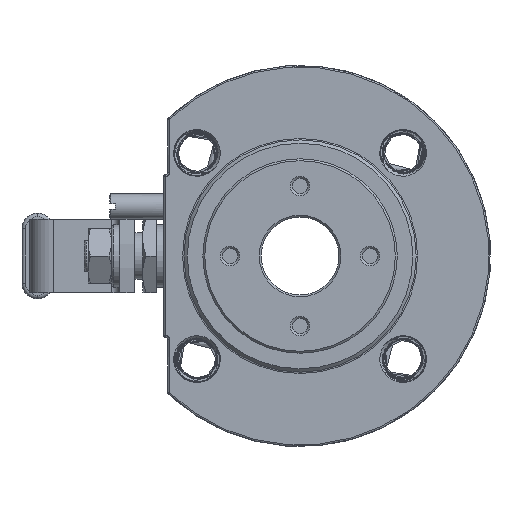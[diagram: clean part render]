
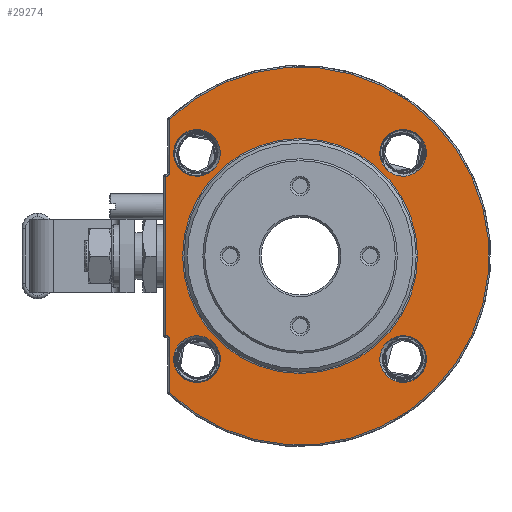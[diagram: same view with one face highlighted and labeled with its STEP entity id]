
A CAD part, left-side view. The second image highlights one B-rep face of the part: STEP entity #29274.
In plain terms, the highlighted planar face has unit normal (-1, 0, 0).
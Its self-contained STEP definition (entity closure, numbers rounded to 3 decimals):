
#5339 = AXIS2_PLACEMENT_3D ( 'NONE', #41129, #41131, #41133 ) ;
#12892 = DIRECTION ( 'NONE',  ( 0., 0., 1. ) ) ;
#12893 = DIRECTION ( 'NONE',  ( 1., 0., 0. ) ) ;
#12894 = CARTESIAN_POINT ( 'NONE',  ( -18., 26.517, 26.517 ) ) ;
#13160 = VERTEX_POINT ( 'NONE', #15872 ) ;
#15872 = CARTESIAN_POINT ( 'NONE',  ( -18., 0., 30.207 ) ) ;
#26780 = DIRECTION ( 'NONE',  ( 0., 0., 1. ) ) ;
#26788 = DIRECTION ( 'NONE',  ( -1., 0., 0. ) ) ;
#26854 = PLANE ( 'NONE',  #64047 ) ;
#26926 = CARTESIAN_POINT ( 'NONE',  ( -18., 49., 0. ) ) ;
#29274 = ADVANCED_FACE ( 'NONE', ( #67867, #67864, #67861, #67857, #67855, #67854 ), #26854, .T. ) ;
#33193 = CIRCLE ( 'NONE', #63748, 48.6 ) ;
#36321 = CIRCLE ( 'NONE', #5339, 6. ) ;
#38123 = EDGE_LOOP ( 'NONE', ( #52474, #53778, #52968, #52171, #52709, #53559 ) ) ;
#38124 = EDGE_LOOP ( 'NONE', ( #53478 ) ) ;
#38136 = EDGE_LOOP ( 'NONE', ( #39354 ) ) ;
#38141 = EDGE_LOOP ( 'NONE', ( #53711 ) ) ;
#38155 = EDGE_LOOP ( 'NONE', ( #53108 ) ) ;
#38160 = EDGE_LOOP ( 'NONE', ( #54287 ) ) ;
#38602 = VERTEX_POINT ( 'NONE', #44269 ) ;
#38603 = VERTEX_POINT ( 'NONE', #44270 ) ;
#38624 = VERTEX_POINT ( 'NONE', #44296 ) ;
#38666 = VERTEX_POINT ( 'NONE', #44349 ) ;
#38688 = VERTEX_POINT ( 'NONE', #44378 ) ;
#38690 = VERTEX_POINT ( 'NONE', #44380 ) ;
#38775 = VERTEX_POINT ( 'NONE', #44424 ) ;
#38792 = VERTEX_POINT ( 'NONE', #44447 ) ;
#38818 = VERTEX_POINT ( 'NONE', #44480 ) ;
#38841 = VERTEX_POINT ( 'NONE', #44509 ) ;
#39354 = ORIENTED_EDGE ( 'NONE', *, *, #60488, .T. ) ;
#39550 = AXIS2_PLACEMENT_3D ( 'NONE', #58228, #58229, #58230 ) ;
#39564 = AXIS2_PLACEMENT_3D ( 'NONE', #57924, #57925, #57926 ) ;
#41009 = CARTESIAN_POINT ( 'NONE',  ( -18., 33.5, 0. ) ) ;
#41011 = DIRECTION ( 'NONE',  ( 0., 0., -1. ) ) ;
#41125 = CARTESIAN_POINT ( 'NONE',  ( -18., 34.5, -21. ) ) ;
#41127 = DIRECTION ( 'NONE',  ( 0., 0., -1. ) ) ;
#41129 = CARTESIAN_POINT ( 'NONE',  ( -18., -26.517, -26.517 ) ) ;
#41131 = DIRECTION ( 'NONE',  ( 1., 0., 0. ) ) ;
#41133 = DIRECTION ( 'NONE',  ( 0., 0., 1. ) ) ;
#41658 = CARTESIAN_POINT ( 'NONE',  ( -18., 33.5, 0. ) ) ;
#41660 = DIRECTION ( 'NONE',  ( 0., 0., -1. ) ) ;
#41709 = CARTESIAN_POINT ( 'NONE',  ( -18., 0., 0. ) ) ;
#41710 = DIRECTION ( 'NONE',  ( -1., 0., 0. ) ) ;
#41711 = DIRECTION ( 'NONE',  ( 0., 0., 1. ) ) ;
#44269 = CARTESIAN_POINT ( 'NONE',  ( -18., 33.5, -35.21 ) ) ;
#44270 = CARTESIAN_POINT ( 'NONE',  ( -18., 33.5, 35.21 ) ) ;
#44296 = CARTESIAN_POINT ( 'NONE',  ( -18., 34.5, -20.5 ) ) ;
#44349 = CARTESIAN_POINT ( 'NONE',  ( -18., 33.5, 21.5 ) ) ;
#44378 = CARTESIAN_POINT ( 'NONE',  ( -18., 34.5, 20.5 ) ) ;
#44380 = CARTESIAN_POINT ( 'NONE',  ( -18., 33.5, -21.5 ) ) ;
#44424 = CARTESIAN_POINT ( 'NONE',  ( -18., 23.923, 21.106 ) ) ;
#44447 = CARTESIAN_POINT ( 'NONE',  ( -18., 21.106, -23.923 ) ) ;
#44480 = CARTESIAN_POINT ( 'NONE',  ( -18., -23.923, -21.106 ) ) ;
#44509 = CARTESIAN_POINT ( 'NONE',  ( -18., -21.106, 23.923 ) ) ;
#52171 = ORIENTED_EDGE ( 'NONE', *, *, #60533, .F. ) ;
#52474 = ORIENTED_EDGE ( 'NONE', *, *, #60261, .T. ) ;
#52709 = ORIENTED_EDGE ( 'NONE', *, *, #60807, .T. ) ;
#52968 = ORIENTED_EDGE ( 'NONE', *, *, #60220, .T. ) ;
#53108 = ORIENTED_EDGE ( 'NONE', *, *, #60237, .T. ) ;
#53478 = ORIENTED_EDGE ( 'NONE', *, *, #60445, .T. ) ;
#53559 = ORIENTED_EDGE ( 'NONE', *, *, #60277, .F. ) ;
#53711 = ORIENTED_EDGE ( 'NONE', *, *, #60607, .T. ) ;
#53778 = ORIENTED_EDGE ( 'NONE', *, *, #60924, .T. ) ;
#54287 = ORIENTED_EDGE ( 'NONE', *, *, #60528, .T. ) ;
#57410 = CARTESIAN_POINT ( 'NONE',  ( -18., 34.5, -21.5 ) ) ;
#57411 = DIRECTION ( 'NONE',  ( -1., 0., 0. ) ) ;
#57412 = DIRECTION ( 'NONE',  ( 0., 0., 1. ) ) ;
#57924 = CARTESIAN_POINT ( 'NONE',  ( -18., 26.517, -26.517 ) ) ;
#57925 = DIRECTION ( 'NONE',  ( 1., 0., 0. ) ) ;
#57926 = DIRECTION ( 'NONE',  ( 0., 0., 1. ) ) ;
#58228 = CARTESIAN_POINT ( 'NONE',  ( -18., -26.517, 26.517 ) ) ;
#58229 = DIRECTION ( 'NONE',  ( 1., 0., 0. ) ) ;
#58230 = DIRECTION ( 'NONE',  ( 0., 0., 1. ) ) ;
#59294 = CARTESIAN_POINT ( 'NONE',  ( -18., 0., 0. ) ) ;
#59296 = DIRECTION ( 'NONE',  ( 1., 0., 0. ) ) ;
#59298 = DIRECTION ( 'NONE',  ( 0., 0., 1. ) ) ;
#59340 = CARTESIAN_POINT ( 'NONE',  ( -18., 34.5, 21.5 ) ) ;
#59342 = DIRECTION ( 'NONE',  ( -1., 0., 0. ) ) ;
#59344 = DIRECTION ( 'NONE',  ( 0., 0., 1. ) ) ;
#60220 = EDGE_CURVE ( 'NONE', #38603, #38666, #64916, .T. ) ;
#60237 = EDGE_CURVE ( 'NONE', #38818, #38818, #36321, .T. ) ;
#60261 = EDGE_CURVE ( 'NONE', #38690, #38602, #67285, .T. ) ;
#60277 = EDGE_CURVE ( 'NONE', #38690, #38624, #65009, .T. ) ;
#60445 = EDGE_CURVE ( 'NONE', #38792, #38792, #67952, .T. ) ;
#60472 = AXIS2_PLACEMENT_3D ( 'NONE', #57410, #57411, #57412 ) ;
#60488 = EDGE_CURVE ( 'NONE', #38841, #38841, #60697, .T. ) ;
#60528 = EDGE_CURVE ( 'NONE', #13160, #13160, #67800, .T. ) ;
#60533 = EDGE_CURVE ( 'NONE', #38688, #38666, #67780, .T. ) ;
#60607 = EDGE_CURVE ( 'NONE', #38775, #38775, #68125, .T. ) ;
#60697 = CIRCLE ( 'NONE', #39550, 6. ) ;
#60807 = EDGE_CURVE ( 'NONE', #38688, #38624, #65580, .T. ) ;
#60924 = EDGE_CURVE ( 'NONE', #38602, #38603, #33193, .T. ) ;
#63748 = AXIS2_PLACEMENT_3D ( 'NONE', #41709, #41710, #41711 ) ;
#63996 = AXIS2_PLACEMENT_3D ( 'NONE', #12894, #12893, #12892 ) ;
#64047 = AXIS2_PLACEMENT_3D ( 'NONE', #26926, #26788, #26780 ) ;
#64066 = AXIS2_PLACEMENT_3D ( 'NONE', #59340, #59342, #59344 ) ;
#64205 = AXIS2_PLACEMENT_3D ( 'NONE', #59294, #59296, #59298 ) ;
#64916 = LINE ( 'NONE', #41009, #64918 ) ;
#64918 = VECTOR ( 'NONE', #41011, 1000. ) ;
#65009 = CIRCLE ( 'NONE', #60472, 1. ) ;
#65580 = LINE ( 'NONE', #41125, #65582 ) ;
#65582 = VECTOR ( 'NONE', #41127, 1000. ) ;
#67285 = LINE ( 'NONE', #41658, #67608 ) ;
#67608 = VECTOR ( 'NONE', #41660, 1000. ) ;
#67780 = CIRCLE ( 'NONE', #64066, 1. ) ;
#67800 = CIRCLE ( 'NONE', #64205, 30.207 ) ;
#67854 = FACE_BOUND ( 'NONE', #38141, .T. ) ;
#67855 = FACE_BOUND ( 'NONE', #38136, .T. ) ;
#67857 = FACE_BOUND ( 'NONE', #38155, .T. ) ;
#67861 = FACE_BOUND ( 'NONE', #38124, .T. ) ;
#67864 = FACE_OUTER_BOUND ( 'NONE', #38123, .T. ) ;
#67867 = FACE_BOUND ( 'NONE', #38160, .T. ) ;
#67952 = CIRCLE ( 'NONE', #39564, 6. ) ;
#68125 = CIRCLE ( 'NONE', #63996, 6. ) ;
